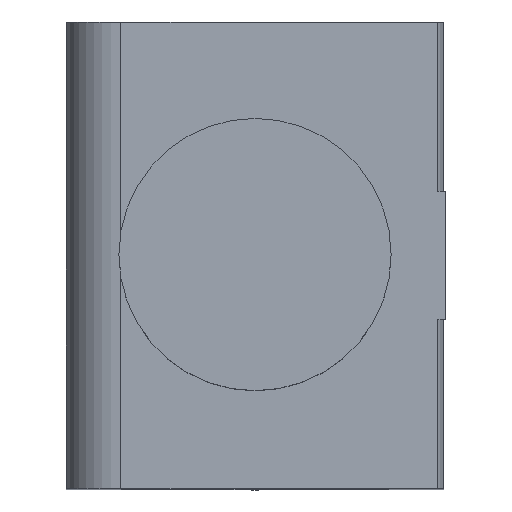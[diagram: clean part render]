
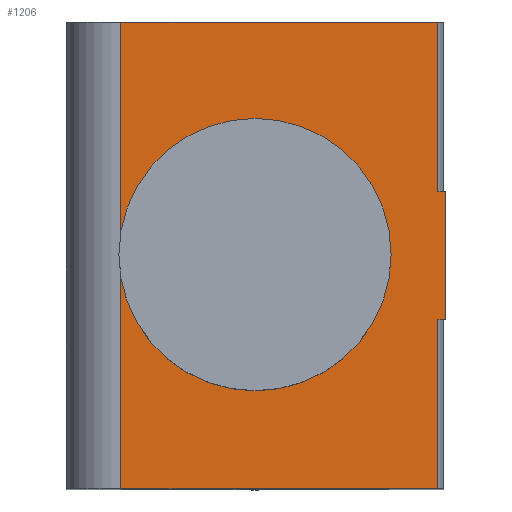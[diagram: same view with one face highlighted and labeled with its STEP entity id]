
A CAD part, top view. The second image highlights one B-rep face of the part: STEP entity #1206.
In plain terms, the highlighted planar face has unit normal (0, 0, 1).
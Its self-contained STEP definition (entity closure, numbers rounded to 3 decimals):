
#1129=AXIS2_PLACEMENT_3D('Plane Axis2P3D',#1126,#1127,#1128) ;
#1190=AXIS2_PLACEMENT_3D('Circle Axis2P3D',#1188,#1189,$) ;
#1199=AXIS2_PLACEMENT_3D('Circle Axis2P3D',#1197,#1198,$) ;
#315=CARTESIAN_POINT('Vertex',(1.4,0.,19.001)) ;
#318=CARTESIAN_POINT('Line Origine',(1.4,6.,19.001)) ;
#322=CARTESIAN_POINT('Vertex',(1.4,12.,19.001)) ;
#1126=CARTESIAN_POINT('Axis2P3D Location',(1.4,0.,19.001)) ;
#1131=CARTESIAN_POINT('Line Origine',(9.75,6.,19.001)) ;
#1135=CARTESIAN_POINT('Vertex',(9.75,4.35,19.001)) ;
#1137=CARTESIAN_POINT('Vertex',(9.75,7.65,19.001)) ;
#1140=CARTESIAN_POINT('Line Origine',(9.65,7.65,19.001)) ;
#1144=CARTESIAN_POINT('Vertex',(9.55,7.65,19.001)) ;
#1147=CARTESIAN_POINT('Line Origine',(9.55,9.825,19.001)) ;
#1151=CARTESIAN_POINT('Vertex',(9.55,12.,19.001)) ;
#1154=CARTESIAN_POINT('Line Origine',(5.475,12.,19.001)) ;
#1159=CARTESIAN_POINT('Line Origine',(5.475,0.,19.001)) ;
#1163=CARTESIAN_POINT('Vertex',(9.55,0.,19.001)) ;
#1166=CARTESIAN_POINT('Line Origine',(9.55,2.175,19.001)) ;
#1170=CARTESIAN_POINT('Vertex',(9.55,4.35,19.001)) ;
#1173=CARTESIAN_POINT('Line Origine',(9.65,4.35,19.001)) ;
#1188=CARTESIAN_POINT('Axis2P3D Location',(4.85,6.,19.001)) ;
#1192=CARTESIAN_POINT('Vertex',(6.605,5.041,19.001)) ;
#1194=CARTESIAN_POINT('Vertex',(3.095,6.959,19.001)) ;
#1197=CARTESIAN_POINT('Axis2P3D Location',(4.85,6.,19.001)) ;
#319=DIRECTION('Vector Direction',(0.,1.,0.)) ;
#1127=DIRECTION('Axis2P3D Direction',(0.,0.,1.)) ;
#1128=DIRECTION('Axis2P3D XDirection',(1.,0.,0.)) ;
#1132=DIRECTION('Vector Direction',(0.,1.,0.)) ;
#1141=DIRECTION('Vector Direction',(-1.,0.,0.)) ;
#1148=DIRECTION('Vector Direction',(0.,-1.,0.)) ;
#1155=DIRECTION('Vector Direction',(1.,0.,0.)) ;
#1160=DIRECTION('Vector Direction',(1.,0.,0.)) ;
#1167=DIRECTION('Vector Direction',(0.,-1.,0.)) ;
#1174=DIRECTION('Vector Direction',(1.,0.,0.)) ;
#1189=DIRECTION('Axis2P3D Direction',(0.,0.,1.)) ;
#1198=DIRECTION('Axis2P3D Direction',(0.,0.,1.)) ;
#320=VECTOR('Line Direction',#319,1.) ;
#1133=VECTOR('Line Direction',#1132,1.) ;
#1142=VECTOR('Line Direction',#1141,1.) ;
#1149=VECTOR('Line Direction',#1148,1.) ;
#1156=VECTOR('Line Direction',#1155,1.) ;
#1161=VECTOR('Line Direction',#1160,1.) ;
#1168=VECTOR('Line Direction',#1167,1.) ;
#1175=VECTOR('Line Direction',#1174,1.) ;
#1179=ORIENTED_EDGE('',*,*,#1139,.T.) ;
#1180=ORIENTED_EDGE('',*,*,#1146,.F.) ;
#1181=ORIENTED_EDGE('',*,*,#1153,.F.) ;
#1182=ORIENTED_EDGE('',*,*,#1158,.F.) ;
#1183=ORIENTED_EDGE('',*,*,#324,.F.) ;
#1184=ORIENTED_EDGE('',*,*,#1165,.T.) ;
#1185=ORIENTED_EDGE('',*,*,#1172,.F.) ;
#1186=ORIENTED_EDGE('',*,*,#1177,.F.) ;
#1203=ORIENTED_EDGE('',*,*,#1196,.F.) ;
#1204=ORIENTED_EDGE('',*,*,#1201,.F.) ;
#1205=FACE_BOUND('',#1202,.T.) ;
#1206=ADVANCED_FACE('',(#1187,#1205),#1130,.T.) ;
#1191=CIRCLE('generated circle',#1190,2.) ;
#1200=CIRCLE('generated circle',#1199,2.) ;
#324=EDGE_CURVE('',#316,#323,#321,.T.) ;
#1139=EDGE_CURVE('',#1136,#1138,#1134,.T.) ;
#1146=EDGE_CURVE('',#1145,#1138,#1143,.F.) ;
#1153=EDGE_CURVE('',#1152,#1145,#1150,.T.) ;
#1158=EDGE_CURVE('',#323,#1152,#1157,.T.) ;
#1165=EDGE_CURVE('',#316,#1164,#1162,.T.) ;
#1172=EDGE_CURVE('',#1171,#1164,#1169,.T.) ;
#1177=EDGE_CURVE('',#1136,#1171,#1176,.F.) ;
#1196=EDGE_CURVE('',#1193,#1195,#1191,.T.) ;
#1201=EDGE_CURVE('',#1195,#1193,#1200,.T.) ;
#1178=EDGE_LOOP('',(#1179,#1180,#1181,#1182,#1183,#1184,#1185,#1186)) ;
#1202=EDGE_LOOP('',(#1203,#1204)) ;
#1187=FACE_OUTER_BOUND('',#1178,.T.) ;
#321=LINE('Line',#318,#320) ;
#1134=LINE('Line',#1131,#1133) ;
#1143=LINE('Line',#1140,#1142) ;
#1150=LINE('Line',#1147,#1149) ;
#1157=LINE('Line',#1154,#1156) ;
#1162=LINE('Line',#1159,#1161) ;
#1169=LINE('Line',#1166,#1168) ;
#1176=LINE('Line',#1173,#1175) ;
#1130=PLANE('',#1129) ;
#316=VERTEX_POINT('',#315) ;
#323=VERTEX_POINT('',#322) ;
#1136=VERTEX_POINT('',#1135) ;
#1138=VERTEX_POINT('',#1137) ;
#1145=VERTEX_POINT('',#1144) ;
#1152=VERTEX_POINT('',#1151) ;
#1164=VERTEX_POINT('',#1163) ;
#1171=VERTEX_POINT('',#1170) ;
#1193=VERTEX_POINT('',#1192) ;
#1195=VERTEX_POINT('',#1194) ;
